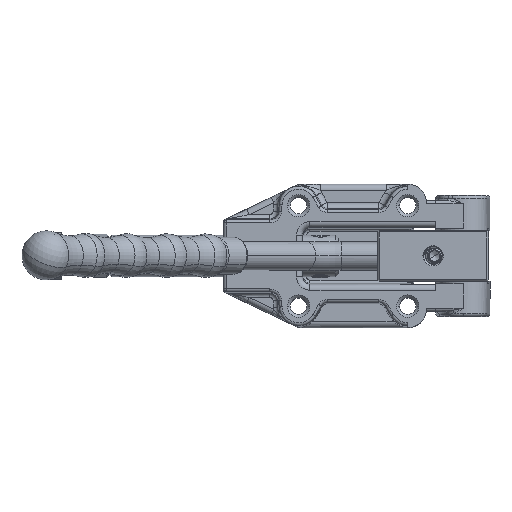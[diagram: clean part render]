
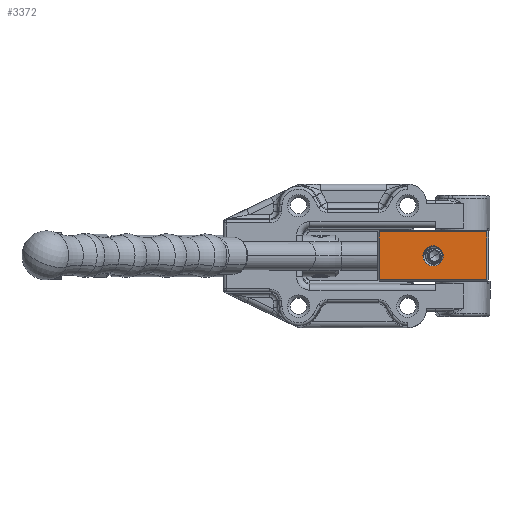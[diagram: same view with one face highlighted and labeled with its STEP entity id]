
A CAD part, top view. The second image highlights one B-rep face of the part: STEP entity #3372.
In plain terms, the highlighted face is planar.
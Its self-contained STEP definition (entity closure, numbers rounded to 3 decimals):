
#119 = CIRCLE ( 'NONE', #48869, 3.4 ) ;
#850 = ORIENTED_EDGE ( 'NONE', *, *, #12951, .T. ) ;
#2253 = ORIENTED_EDGE ( 'NONE', *, *, #7288, .T. ) ;
#3372 = ADVANCED_FACE ( 'NONE', ( #18568, #17231 ), #4399, .F. ) ;
#3623 = VERTEX_POINT ( 'NONE', #53851 ) ;
#3694 = LINE ( 'NONE', #53744, #48595 ) ;
#3746 = DIRECTION ( 'NONE',  ( 0., -1., 0. ) ) ;
#4192 = VERTEX_POINT ( 'NONE', #10809 ) ;
#4399 = PLANE ( 'NONE',  #42429 ) ;
#4581 = CARTESIAN_POINT ( 'NONE',  ( -3.298, 10.557, 0.5 ) ) ;
#7288 = EDGE_CURVE ( 'NONE', #51899, #38950, #18312, .T. ) ;
#8774 = DIRECTION ( 'NONE',  ( 0., 0., -1. ) ) ;
#10809 = CARTESIAN_POINT ( 'NONE',  ( -3.298, 10.557, 16.5 ) ) ;
#11074 = CARTESIAN_POINT ( 'NONE',  ( -2.798, 10.557, 16.5 ) ) ;
#11814 = AXIS2_PLACEMENT_3D ( 'NONE', #26067, #17779, #30427 ) ;
#12375 = EDGE_LOOP ( 'NONE', ( #50553, #53279 ) ) ;
#12951 = EDGE_CURVE ( 'NONE', #4192, #47074, #3694, .T. ) ;
#13800 = ORIENTED_EDGE ( 'NONE', *, *, #19174, .T. ) ;
#14627 = DIRECTION ( 'NONE',  ( -1., 0., 0. ) ) ;
#15058 = CARTESIAN_POINT ( 'NONE',  ( -39.298, 10.557, 17. ) ) ;
#16962 = VECTOR ( 'NONE', #36708, 1000. ) ;
#17231 = FACE_BOUND ( 'NONE', #12375, .T. ) ;
#17779 = DIRECTION ( 'NONE',  ( 0., -1., 0. ) ) ;
#17851 = EDGE_CURVE ( 'NONE', #32009, #3623, #119, .T. ) ;
#18312 = LINE ( 'NONE', #15058, #16962 ) ;
#18568 = FACE_OUTER_BOUND ( 'NONE', #51078, .T. ) ;
#19174 = EDGE_CURVE ( 'NONE', #47074, #51899, #24560, .T. ) ;
#20614 = EDGE_CURVE ( 'NONE', #3623, #32009, #37351, .T. ) ;
#21932 = EDGE_CURVE ( 'NONE', #38950, #4192, #52955, .T. ) ;
#24560 = LINE ( 'NONE', #40658, #47652 ) ;
#26067 = CARTESIAN_POINT ( 'NONE',  ( -21.298, 10.557, 8.5 ) ) ;
#26158 = CARTESIAN_POINT ( 'NONE',  ( -39.298, 10.557, 0.5 ) ) ;
#27640 = DIRECTION ( 'NONE',  ( 0., 0., -1. ) ) ;
#28939 = DIRECTION ( 'NONE',  ( 1., 0., 0. ) ) ;
#29791 = CARTESIAN_POINT ( 'NONE',  ( -21.298, 10.557, 8.5 ) ) ;
#30427 = DIRECTION ( 'NONE',  ( 0., 0., -1. ) ) ;
#32009 = VERTEX_POINT ( 'NONE', #45433 ) ;
#34160 = DIRECTION ( 'NONE',  ( 0., 0., -1. ) ) ;
#34798 = DIRECTION ( 'NONE',  ( 0., -1., 0. ) ) ;
#36708 = DIRECTION ( 'NONE',  ( 0., 0., 1. ) ) ;
#37351 = CIRCLE ( 'NONE', #11814, 3.4 ) ;
#38950 = VERTEX_POINT ( 'NONE', #48351 ) ;
#40658 = CARTESIAN_POINT ( 'NONE',  ( -39.798, 10.557, 0.5 ) ) ;
#42429 = AXIS2_PLACEMENT_3D ( 'NONE', #43163, #34798, #8774 ) ;
#43163 = CARTESIAN_POINT ( 'NONE',  ( -39.798, 10.557, 17. ) ) ;
#45433 = CARTESIAN_POINT ( 'NONE',  ( -21.298, 10.557, 5.1 ) ) ;
#47074 = VERTEX_POINT ( 'NONE', #4581 ) ;
#47652 = VECTOR ( 'NONE', #14627, 1000. ) ;
#48351 = CARTESIAN_POINT ( 'NONE',  ( -39.298, 10.557, 16.5 ) ) ;
#48595 = VECTOR ( 'NONE', #27640, 1000. ) ;
#48869 = AXIS2_PLACEMENT_3D ( 'NONE', #29791, #3746, #34160 ) ;
#50553 = ORIENTED_EDGE ( 'NONE', *, *, #20614, .T. ) ;
#51078 = EDGE_LOOP ( 'NONE', ( #56081, #850, #13800, #2253 ) ) ;
#51580 = VECTOR ( 'NONE', #28939, 1000. ) ;
#51899 = VERTEX_POINT ( 'NONE', #26158 ) ;
#52955 = LINE ( 'NONE', #11074, #51580 ) ;
#53279 = ORIENTED_EDGE ( 'NONE', *, *, #17851, .T. ) ;
#53744 = CARTESIAN_POINT ( 'NONE',  ( -3.298, 10.557, 17. ) ) ;
#53851 = CARTESIAN_POINT ( 'NONE',  ( -21.298, 10.557, 11.9 ) ) ;
#56081 = ORIENTED_EDGE ( 'NONE', *, *, #21932, .T. ) ;
